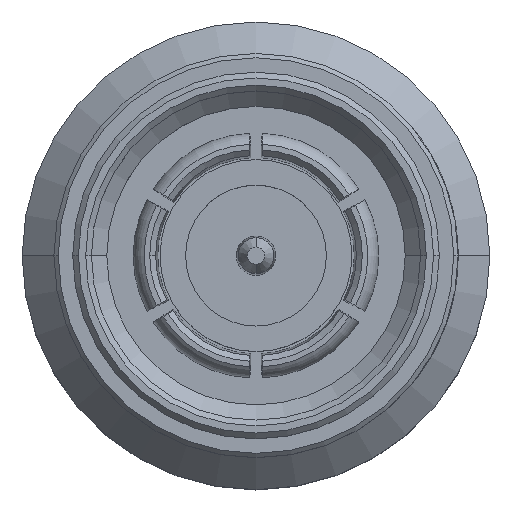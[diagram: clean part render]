
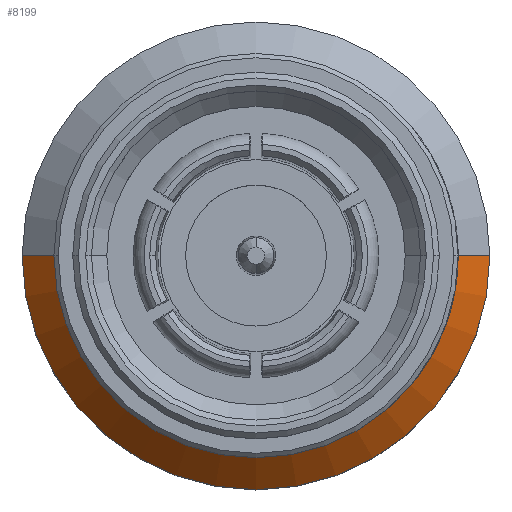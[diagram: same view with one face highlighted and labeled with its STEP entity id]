
A CAD part, top view. The second image highlights one B-rep face of the part: STEP entity #8199.
In plain terms, the highlighted conical face has half-angle 45 degrees and reference radius 8.1 mm.
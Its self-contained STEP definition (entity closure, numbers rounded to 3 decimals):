
#3503 = CARTESIAN_POINT ( 'NONE',  ( 0., 0., -6.75 ) ) ;
#3988 = VERTEX_POINT ( 'NONE', #14356 ) ;
#5532 = AXIS2_PLACEMENT_3D ( 'NONE', #3503, #19071, #31656 ) ;
#5819 = AXIS2_PLACEMENT_3D ( 'NONE', #16663, #23130, #8798 ) ;
#7058 = CARTESIAN_POINT ( 'NONE',  ( -6.35, 0., -5. ) ) ;
#7960 = CIRCLE ( 'NONE', #5819, 8.1 ) ;
#8199 = ADVANCED_FACE ( 'NONE', ( #21698 ), #9645, .T. ) ;
#8781 = CARTESIAN_POINT ( 'NONE',  ( 8.1, 0., -6.75 ) ) ;
#8798 = DIRECTION ( 'NONE',  ( 1., 0., 0. ) ) ;
#8811 = EDGE_CURVE ( 'NONE', #3988, #31972, #21183, .T. ) ;
#8885 = CARTESIAN_POINT ( 'NONE',  ( -8.1, 0., -6.75 ) ) ;
#9645 = CONICAL_SURFACE ( 'NONE', #5532, 8.1, 0.785 ) ;
#10360 = DIRECTION ( 'NONE',  ( 0., 0., 1. ) ) ;
#10782 = ORIENTED_EDGE ( 'NONE', *, *, #16273, .F. ) ;
#11145 = EDGE_CURVE ( 'NONE', #23325, #31972, #7960, .T. ) ;
#11987 = LINE ( 'NONE', #8885, #24861 ) ;
#12715 = CARTESIAN_POINT ( 'NONE',  ( 0., 0., -5. ) ) ;
#14356 = CARTESIAN_POINT ( 'NONE',  ( 6.35, 0., -5. ) ) ;
#15605 = ORIENTED_EDGE ( 'NONE', *, *, #8811, .F. ) ;
#15828 = VERTEX_POINT ( 'NONE', #7058 ) ;
#16273 = EDGE_CURVE ( 'NONE', #15828, #3988, #18346, .T. ) ;
#16663 = CARTESIAN_POINT ( 'NONE',  ( 0., 0., -6.75 ) ) ;
#16997 = EDGE_LOOP ( 'NONE', ( #15605, #10782, #25715, #30412 ) ) ;
#17865 = DIRECTION ( 'NONE',  ( 1., 0., 0. ) ) ;
#18346 = CIRCLE ( 'NONE', #26666, 6.35 ) ;
#19071 = DIRECTION ( 'NONE',  ( 0., 0., -1. ) ) ;
#21183 = LINE ( 'NONE', #8781, #32838 ) ;
#21698 = FACE_OUTER_BOUND ( 'NONE', #16997, .T. ) ;
#21757 = DIRECTION ( 'NONE',  ( -0.707, 0., -0.707 ) ) ;
#23130 = DIRECTION ( 'NONE',  ( 0., 0., 1. ) ) ;
#23325 = VERTEX_POINT ( 'NONE', #24298 ) ;
#24298 = CARTESIAN_POINT ( 'NONE',  ( -8.1, 0., -6.75 ) ) ;
#24372 = DIRECTION ( 'NONE',  ( 0.707, 0., -0.707 ) ) ;
#24861 = VECTOR ( 'NONE', #21757, 1000. ) ;
#25715 = ORIENTED_EDGE ( 'NONE', *, *, #32209, .T. ) ;
#26666 = AXIS2_PLACEMENT_3D ( 'NONE', #12715, #10360, #17865 ) ;
#30412 = ORIENTED_EDGE ( 'NONE', *, *, #11145, .T. ) ;
#31656 = DIRECTION ( 'NONE',  ( -1., 0., 0. ) ) ;
#31972 = VERTEX_POINT ( 'NONE', #32110 ) ;
#32110 = CARTESIAN_POINT ( 'NONE',  ( 8.1, 0., -6.75 ) ) ;
#32209 = EDGE_CURVE ( 'NONE', #15828, #23325, #11987, .T. ) ;
#32838 = VECTOR ( 'NONE', #24372, 1000. ) ;
